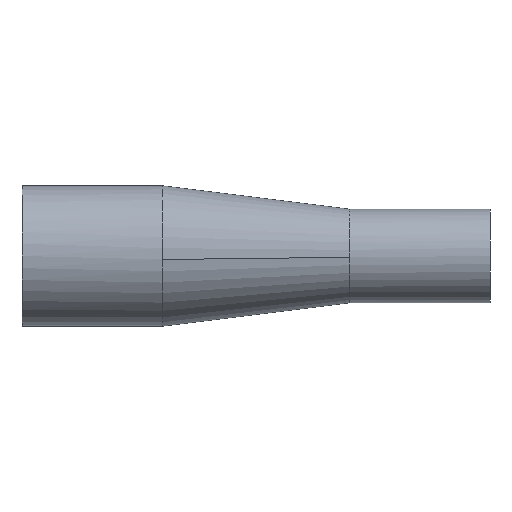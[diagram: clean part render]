
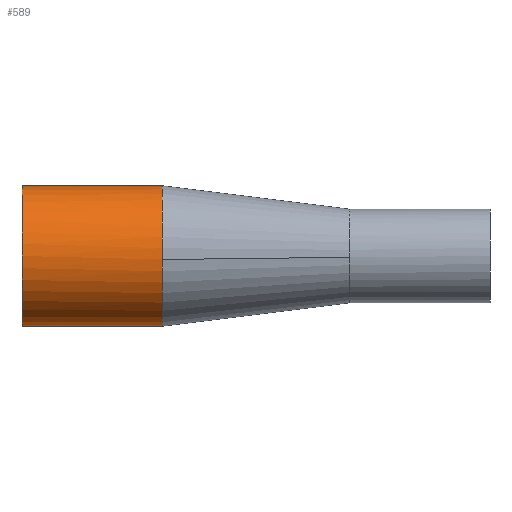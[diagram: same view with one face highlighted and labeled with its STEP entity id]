
A CAD part, left-side view. The second image highlights one B-rep face of the part: STEP entity #589.
In plain terms, the highlighted cylindrical face has radius 19.05 mm (diameter 38.1 mm), a partial arc.
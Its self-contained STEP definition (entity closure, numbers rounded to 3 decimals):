
#50 = LINE ( 'NONE', #251, #944 ) ;
#64 = EDGE_CURVE ( 'NONE', #603, #722, #820, .T. ) ;
#152 = CARTESIAN_POINT ( 'NONE',  ( 6.35, 88.9, 19.05 ) ) ;
#160 = CARTESIAN_POINT ( 'NONE',  ( 6.35, 50.8, 0. ) ) ;
#230 = DIRECTION ( 'NONE',  ( 0., 1., 0. ) ) ;
#251 = CARTESIAN_POINT ( 'NONE',  ( 6.35, 88.9, -19.05 ) ) ;
#255 = ORIENTED_EDGE ( 'NONE', *, *, #980, .F. ) ;
#261 = LINE ( 'NONE', #858, #401 ) ;
#289 = CARTESIAN_POINT ( 'NONE',  ( 6.35, 88.9, 0. ) ) ;
#299 = VERTEX_POINT ( 'NONE', #713 ) ;
#358 = DIRECTION ( 'NONE',  ( 0., 1., 0. ) ) ;
#401 = VECTOR ( 'NONE', #614, 1000. ) ;
#427 = FACE_OUTER_BOUND ( 'NONE', #760, .T. ) ;
#436 = ORIENTED_EDGE ( 'NONE', *, *, #561, .F. ) ;
#439 = CARTESIAN_POINT ( 'NONE',  ( 6.35, 50.8, 0. ) ) ;
#454 = CIRCLE ( 'NONE', #489, 19.05 ) ;
#463 = CARTESIAN_POINT ( 'NONE',  ( 6.35, 88.9, -19.05 ) ) ;
#489 = AXIS2_PLACEMENT_3D ( 'NONE', #732, #666, #825 ) ;
#510 = DIRECTION ( 'NONE',  ( 0., 0., -1. ) ) ;
#528 = AXIS2_PLACEMENT_3D ( 'NONE', #439, #358, #900 ) ;
#561 = EDGE_CURVE ( 'NONE', #934, #937, #454, .T. ) ;
#589 = ADVANCED_FACE ( 'NONE', ( #427 ), #613, .T. ) ;
#603 = VERTEX_POINT ( 'NONE', #755 ) ;
#613 = CYLINDRICAL_SURFACE ( 'NONE', #781, 19.05 ) ;
#614 = DIRECTION ( 'NONE',  ( 0., -1., 0. ) ) ;
#641 = ORIENTED_EDGE ( 'NONE', *, *, #64, .T. ) ;
#666 = DIRECTION ( 'NONE',  ( 0., 1., 0. ) ) ;
#692 = CIRCLE ( 'NONE', #706, 19.05 ) ;
#706 = AXIS2_PLACEMENT_3D ( 'NONE', #160, #230, #771 ) ;
#710 = DIRECTION ( 'NONE',  ( 0., -1., 0. ) ) ;
#713 = CARTESIAN_POINT ( 'NONE',  ( 6.35, 50.8, 19.05 ) ) ;
#722 = VERTEX_POINT ( 'NONE', #818 ) ;
#732 = CARTESIAN_POINT ( 'NONE',  ( 6.35, 88.9, 0. ) ) ;
#755 = CARTESIAN_POINT ( 'NONE',  ( 6.35, 50.8, -19.05 ) ) ;
#760 = EDGE_LOOP ( 'NONE', ( #255, #436, #789, #641, #800 ) ) ;
#771 = DIRECTION ( 'NONE',  ( 0., 0., 1. ) ) ;
#781 = AXIS2_PLACEMENT_3D ( 'NONE', #289, #907, #510 ) ;
#789 = ORIENTED_EDGE ( 'NONE', *, *, #896, .T. ) ;
#800 = ORIENTED_EDGE ( 'NONE', *, *, #904, .T. ) ;
#818 = CARTESIAN_POINT ( 'NONE',  ( -12.677, 50.8, -0.945 ) ) ;
#820 = CIRCLE ( 'NONE', #528, 19.05 ) ;
#825 = DIRECTION ( 'NONE',  ( 0., 0., 1. ) ) ;
#858 = CARTESIAN_POINT ( 'NONE',  ( 6.35, 88.9, 19.05 ) ) ;
#896 = EDGE_CURVE ( 'NONE', #934, #603, #50, .T. ) ;
#900 = DIRECTION ( 'NONE',  ( 0., 0., 1. ) ) ;
#904 = EDGE_CURVE ( 'NONE', #722, #299, #692, .T. ) ;
#907 = DIRECTION ( 'NONE',  ( 0., -1., 0. ) ) ;
#934 = VERTEX_POINT ( 'NONE', #463 ) ;
#937 = VERTEX_POINT ( 'NONE', #152 ) ;
#944 = VECTOR ( 'NONE', #710, 1000. ) ;
#980 = EDGE_CURVE ( 'NONE', #937, #299, #261, .T. ) ;
